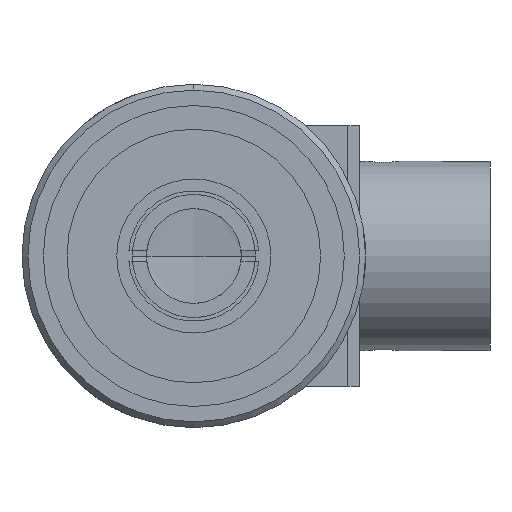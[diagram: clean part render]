
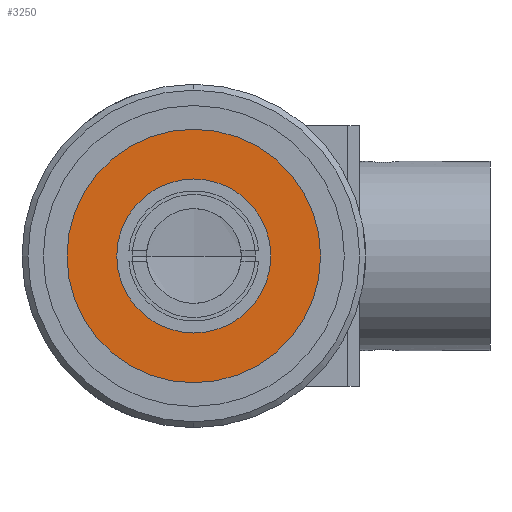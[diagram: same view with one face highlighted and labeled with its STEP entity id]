
A CAD part, front view. The second image highlights one B-rep face of the part: STEP entity #3250.
In plain terms, the highlighted planar face has unit normal (0, -1, 0).
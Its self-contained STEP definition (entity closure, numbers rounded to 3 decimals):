
#21 = DIRECTION ( 'NONE',  ( -1., 0., 0. ) ) ;
#106 = FACE_OUTER_BOUND ( 'NONE', #2791, .T. ) ;
#258 = CARTESIAN_POINT ( 'NONE',  ( 11.5, -107.57, 0. ) ) ;
#434 = CIRCLE ( 'NONE', #2380, 11.5 ) ;
#455 = FACE_BOUND ( 'NONE', #3558, .T. ) ;
#586 = AXIS2_PLACEMENT_3D ( 'NONE', #3428, #1721, #21 ) ;
#638 = CIRCLE ( 'NONE', #2513, 6.5 ) ;
#640 = CARTESIAN_POINT ( 'NONE',  ( 0., -107.57, 0. ) ) ;
#690 = DIRECTION ( 'NONE',  ( 1., 0., 0. ) ) ;
#926 = DIRECTION ( 'NONE',  ( -1., 0., 0. ) ) ;
#960 = PLANE ( 'NONE',  #1806 ) ;
#967 = VERTEX_POINT ( 'NONE', #258 ) ;
#1123 = DIRECTION ( 'NONE',  ( 0., 1., 0. ) ) ;
#1199 = CARTESIAN_POINT ( 'NONE',  ( -11.5, -107.57, 0. ) ) ;
#1335 = CIRCLE ( 'NONE', #586, 6.5 ) ;
#1612 = CARTESIAN_POINT ( 'NONE',  ( 0., -107.57, 0. ) ) ;
#1673 = ORIENTED_EDGE ( 'NONE', *, *, #3320, .F. ) ;
#1697 = ORIENTED_EDGE ( 'NONE', *, *, #2686, .F. ) ;
#1721 = DIRECTION ( 'NONE',  ( 0., 1., 0. ) ) ;
#1777 = EDGE_CURVE ( 'NONE', #3202, #3009, #638, .T. ) ;
#1806 = AXIS2_PLACEMENT_3D ( 'NONE', #1834, #2407, #690 ) ;
#1834 = CARTESIAN_POINT ( 'NONE',  ( -11.5, -107.57, 0. ) ) ;
#1898 = DIRECTION ( 'NONE',  ( -1., 0., 0. ) ) ;
#2160 = ORIENTED_EDGE ( 'NONE', *, *, #3510, .T. ) ;
#2284 = ORIENTED_EDGE ( 'NONE', *, *, #1777, .T. ) ;
#2380 = AXIS2_PLACEMENT_3D ( 'NONE', #1612, #3596, #1898 ) ;
#2407 = DIRECTION ( 'NONE',  ( 0., -1., 0. ) ) ;
#2513 = AXIS2_PLACEMENT_3D ( 'NONE', #2828, #1123, #3108 ) ;
#2582 = CIRCLE ( 'NONE', #2954, 11.5 ) ;
#2646 = DIRECTION ( 'NONE',  ( 0., 1., 0. ) ) ;
#2679 = VERTEX_POINT ( 'NONE', #1199 ) ;
#2686 = EDGE_CURVE ( 'NONE', #967, #2679, #2582, .T. ) ;
#2791 = EDGE_LOOP ( 'NONE', ( #1673, #1697 ) ) ;
#2828 = CARTESIAN_POINT ( 'NONE',  ( 0., -107.57, 0. ) ) ;
#2909 = CARTESIAN_POINT ( 'NONE',  ( -6.5, -107.57, 0. ) ) ;
#2954 = AXIS2_PLACEMENT_3D ( 'NONE', #640, #2646, #926 ) ;
#3009 = VERTEX_POINT ( 'NONE', #3351 ) ;
#3108 = DIRECTION ( 'NONE',  ( -1., 0., 0. ) ) ;
#3202 = VERTEX_POINT ( 'NONE', #2909 ) ;
#3250 = ADVANCED_FACE ( 'NONE', ( #455, #106 ), #960, .T. ) ;
#3320 = EDGE_CURVE ( 'NONE', #2679, #967, #434, .T. ) ;
#3351 = CARTESIAN_POINT ( 'NONE',  ( 6.5, -107.57, 0. ) ) ;
#3428 = CARTESIAN_POINT ( 'NONE',  ( 0., -107.57, 0. ) ) ;
#3510 = EDGE_CURVE ( 'NONE', #3009, #3202, #1335, .T. ) ;
#3558 = EDGE_LOOP ( 'NONE', ( #2284, #2160 ) ) ;
#3596 = DIRECTION ( 'NONE',  ( 0., 1., 0. ) ) ;
